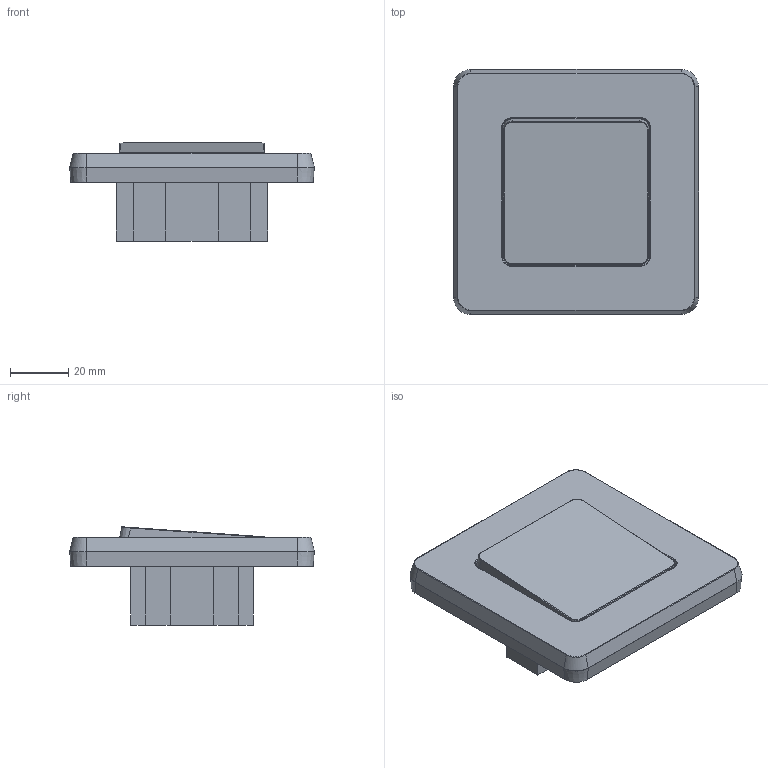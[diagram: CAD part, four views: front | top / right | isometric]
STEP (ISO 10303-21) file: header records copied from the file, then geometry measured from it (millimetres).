
FILE_DESCRIPTION (( 'STEP AP203' ), '1' );
FILE_NAME ('Âûêëþ÷àòåëü êíîïî÷íûé 1 êë .STEP', '2025-05-27T10:27:44', ( '' ), ( '' ), 'SwSTEP 2.0', 'SolidWorks 2022', '' );
FILE_SCHEMA (( 'CONFIG_CONTROL_DESIGN' ));
Length unit declared in the file: millimetre
Products named in the file (1): Выключатель кнопочный 1 кл 
Bounding box: 84 x 84 x 33.7 mm (x, y, z)
Volume: 106156.9 mm3; surface area: 21352.7 mm2
Topology: 5 solids, 5 shells, 114 faces, 268 edges, 167 vertices
Faces by surface type: plane 52, bspline 26, cylinder 24, cone 8, torus 4
Entity records: 5250 total; most frequent: CARTESIAN_POINT 3193, ORIENTED_EDGE 536, EDGE_CURVE 268, B_SPLINE_CURVE_WITH_KNOTS 268, DIRECTION 178, VERTEX_POINT 167, EDGE_LOOP 117, ADVANCED_FACE 114
